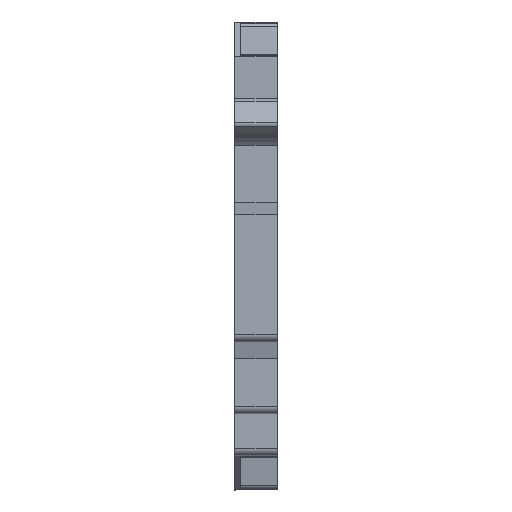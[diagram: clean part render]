
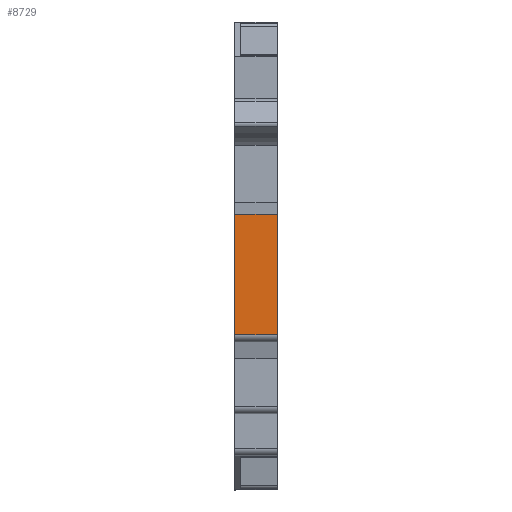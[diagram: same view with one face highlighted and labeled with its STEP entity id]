
A CAD part, front view. The second image highlights one B-rep face of the part: STEP entity #8729.
In plain terms, the highlighted planar face has unit normal (0, -1, 0).
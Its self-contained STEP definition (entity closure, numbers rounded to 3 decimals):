
#121=DIRECTION('',(0.,0.,-1.));
#122=VECTOR('',#121,17.21);
#123=CARTESIAN_POINT('',(0.,-9.05,5.95));
#124=LINE('',#123,#122);
#1314=DIRECTION('',(0.,0.,-1.));
#1315=VECTOR('',#1314,17.21);
#1316=CARTESIAN_POINT('',(-6.1,-9.05,5.95));
#1317=LINE('',#1316,#1315);
#3190=DIRECTION('',(1.,0.,0.));
#3191=VECTOR('',#3190,6.1);
#3192=CARTESIAN_POINT('',(-6.1,-9.05,-11.26));
#3193=LINE('',#3192,#3191);
#3194=DIRECTION('',(1.,0.,0.));
#3195=VECTOR('',#3194,6.1);
#3196=CARTESIAN_POINT('',(-6.1,-9.05,5.95));
#3197=LINE('',#3196,#3195);
#3437=CARTESIAN_POINT('',(0.,-9.05,-11.26));
#3438=VERTEX_POINT('',#3437);
#3439=CARTESIAN_POINT('',(0.,-9.05,5.95));
#3441=VERTEX_POINT('',#3439);
#3463=CARTESIAN_POINT('',(-6.1,-9.05,-11.26));
#3464=VERTEX_POINT('',#3463);
#3465=CARTESIAN_POINT('',(-6.1,-9.05,5.95));
#3467=VERTEX_POINT('',#3465);
#8717=CARTESIAN_POINT('',(0.,-9.05,33.5));
#8718=DIRECTION('',(0.,-1.,0.));
#8719=DIRECTION('',(0.,0.,-1.));
#8720=AXIS2_PLACEMENT_3D('',#8717,#8718,#8719);
#8721=PLANE('',#8720);
#8723=ORIENTED_EDGE('',*,*,#8722,.F.);
#8724=ORIENTED_EDGE('',*,*,#5350,.F.);
#8725=ORIENTED_EDGE('',*,*,#8710,.T.);
#8726=ORIENTED_EDGE('',*,*,#4436,.T.);
#8727=EDGE_LOOP('',(#8723,#8724,#8725,#8726));
#8728=FACE_OUTER_BOUND('',#8727,.F.);
#8729=ADVANCED_FACE('',(#8728),#8721,.T.);
#4436=EDGE_CURVE('',#3441,#3438,#124,.T.);
#5350=EDGE_CURVE('',#3467,#3464,#1317,.T.);
#8710=EDGE_CURVE('',#3467,#3441,#3197,.T.);
#8722=EDGE_CURVE('',#3464,#3438,#3193,.T.);
